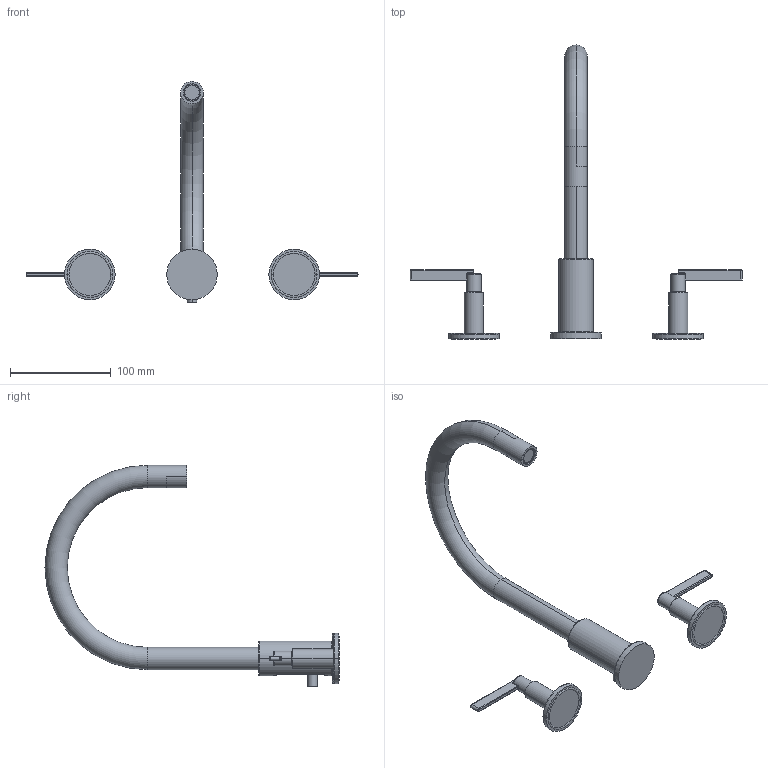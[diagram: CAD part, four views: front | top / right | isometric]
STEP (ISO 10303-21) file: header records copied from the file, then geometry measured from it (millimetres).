
FILE_DESCRIPTION((''),'2;1');
FILE_NAME('3320C_SW0001','2022-01-05T17:00:48',('gbazan'),(''),'CREO PARAMETRIC BY PTC INC, 2018400','CREO PARAMETRIC BY PTC INC, 2018400','');
FILE_SCHEMA(('CONFIG_CONTROL_DESIGN'));
Length unit declared in the file: inch
Products named in the file (1): 3320C_SW0001
Bounding box: 330.2 x 292.42 x 220.1 mm (x, y, z)
Volume: 300604.9 mm3; surface area: 65485.1 mm2
Topology: 6 solids, 6 shells, 196 faces, 430 edges, 261 vertices
Faces by surface type: cylinder 84, plane 58, torus 34, bspline 10, cone 8, sphere 2
Entity records: 6316 total; most frequent: CARTESIAN_POINT 1909, DIRECTION 992, ORIENTED_EDGE 856, EDGE_CURVE 428, AXIS2_PLACEMENT_3D 418, VERTEX_POINT 261, CIRCLE 232, EDGE_LOOP 213
